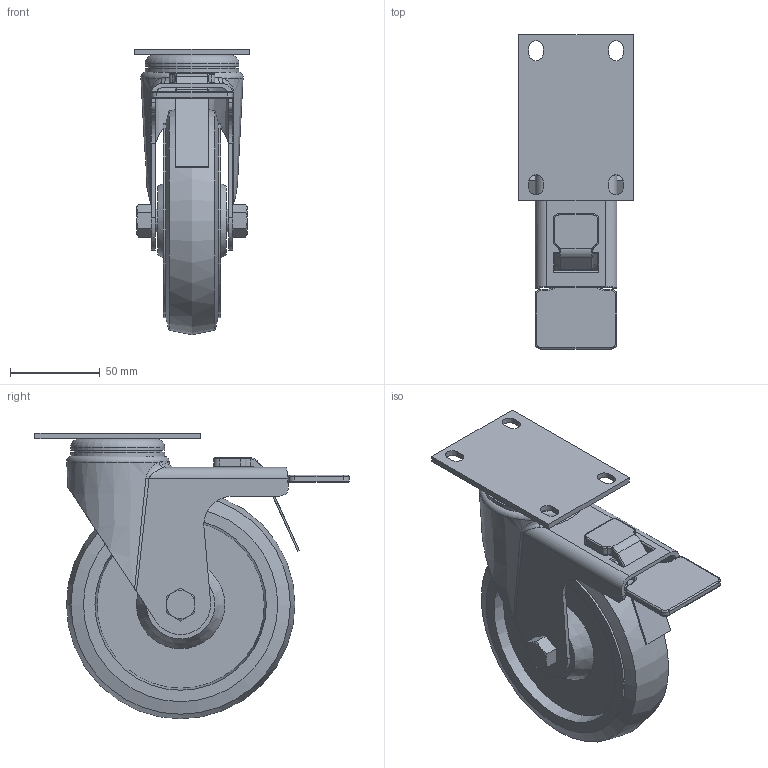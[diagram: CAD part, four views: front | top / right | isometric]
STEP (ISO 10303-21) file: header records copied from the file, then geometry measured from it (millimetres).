
FILE_DESCRIPTION(/* description */ (''),/* implementation_level */ '2;1');
FILE_NAME(/* name */ '31-SPD5-1.step',/* time_stamp */ '2021-02-08T09:31:56-05:00',/* author */ (''),/* organization */ (''),/* preprocessor_version */ 'ST-DEVELOPER v18.1',/* originating_system */ 'Autodesk Translation Framework v9.7.1.1290',/* authorisation */ '');
FILE_SCHEMA (('AUTOMOTIVE_DESIGN { 1 0 10303 214 3 1 1 }'));
Length unit declared in the file: millimetre
Products named in the file (2): 31-SPD5-1; 2426T67
Assembly tree (1 placements, depth 2):
  31-SPD5-1
    2426T67
Bounding box: 63.5 x 174.55 x 158.75 mm (x, y, z)
Volume: 414610.3 mm3; surface area: 96916.4 mm2
Topology: 3 solids, 3 shells, 212 faces, 501 edges, 305 vertices
Faces by surface type: plane 77, cylinder 65, torus 33, cone 20, bspline 17
Full cylindrical faces by diameter (mm): 12.7 x1, 48.642 x1, 52.198 x2, 107.95 x2
Entity records: 7293 total; most frequent: CARTESIAN_POINT 2357, DIRECTION 1050, ORIENTED_EDGE 1002, EDGE_CURVE 501, AXIS2_PLACEMENT_3D 411, VERTEX_POINT 305, EDGE_LOOP 234, LINE 228
